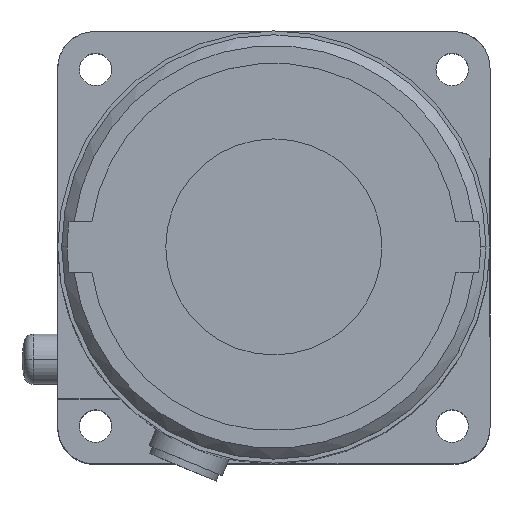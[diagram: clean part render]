
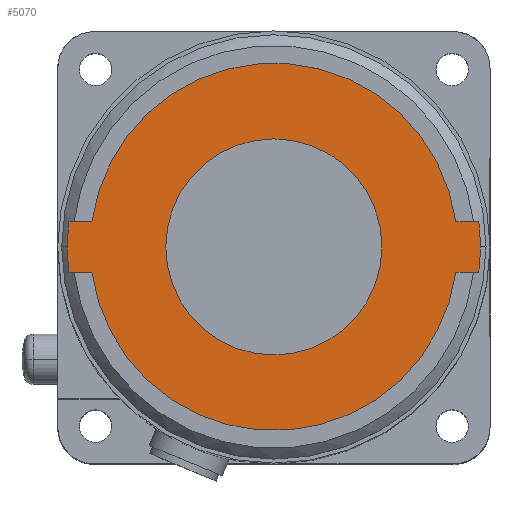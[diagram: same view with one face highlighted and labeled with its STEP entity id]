
A CAD part, top view. The second image highlights one B-rep face of the part: STEP entity #5070.
In plain terms, the highlighted planar face has unit normal (0, 0, 1).
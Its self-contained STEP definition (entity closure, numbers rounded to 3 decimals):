
#13 = EDGE_LOOP ( 'NONE', ( #1852, #1969 ) ) ;
#34 = CARTESIAN_POINT ( 'NONE',  ( 25.259, -3.5, 74.3 ) ) ;
#75 = VERTEX_POINT ( 'NONE', #309 ) ;
#309 = CARTESIAN_POINT ( 'NONE',  ( -25.259, 3.5, 74.3 ) ) ;
#331 = CARTESIAN_POINT ( 'NONE',  ( 28.435, 3.5, 74.3 ) ) ;
#406 = DIRECTION ( 'NONE',  ( 0., 0., -1. ) ) ;
#475 = AXIS2_PLACEMENT_3D ( 'NONE', #4104, #3500, #2904 ) ;
#547 = AXIS2_PLACEMENT_3D ( 'NONE', #2974, #2388, #1803 ) ;
#551 = LINE ( 'NONE', #3954, #4388 ) ;
#553 = CARTESIAN_POINT ( 'NONE',  ( 0., 0., 74.3 ) ) ;
#657 = CARTESIAN_POINT ( 'NONE',  ( -15., 0., 74.3 ) ) ;
#681 = CIRCLE ( 'NONE', #3556, 15. ) ;
#818 = ORIENTED_EDGE ( 'NONE', *, *, #5072, .F. ) ;
#826 = CIRCLE ( 'NONE', #941, 28.65 ) ;
#916 = EDGE_CURVE ( 'NONE', #2634, #2713, #4222, .T. ) ;
#940 = CARTESIAN_POINT ( 'NONE',  ( -28.435, 3.5, 74.3 ) ) ;
#941 = AXIS2_PLACEMENT_3D ( 'NONE', #553, #5838, #5223 ) ;
#1011 = DIRECTION ( 'NONE',  ( -1., 0., 0. ) ) ;
#1058 = ORIENTED_EDGE ( 'NONE', *, *, #4696, .F. ) ;
#1069 = ORIENTED_EDGE ( 'NONE', *, *, #4578, .F. ) ;
#1081 = ORIENTED_EDGE ( 'NONE', *, *, #4268, .T. ) ;
#1108 = VERTEX_POINT ( 'NONE', #3617 ) ;
#1294 = PLANE ( 'NONE',  #475 ) ;
#1598 = DIRECTION ( 'NONE',  ( 0., 0., -1. ) ) ;
#1611 = CARTESIAN_POINT ( 'NONE',  ( 0., 0., 74.3 ) ) ;
#1683 = DIRECTION ( 'NONE',  ( 1., 0., 0. ) ) ;
#1692 = VERTEX_POINT ( 'NONE', #5319 ) ;
#1695 = DIRECTION ( 'NONE',  ( -1., 0., 0. ) ) ;
#1702 = EDGE_CURVE ( 'NONE', #2713, #4569, #4049, .T. ) ;
#1710 = VECTOR ( 'NONE', #3010, 1000. ) ;
#1784 = DIRECTION ( 'NONE',  ( 1., 0., 0. ) ) ;
#1803 = DIRECTION ( 'NONE',  ( 1., 0., 0. ) ) ;
#1852 = ORIENTED_EDGE ( 'NONE', *, *, #3786, .T. ) ;
#1939 = CARTESIAN_POINT ( 'NONE',  ( -25.259, -3.5, 74.3 ) ) ;
#1969 = ORIENTED_EDGE ( 'NONE', *, *, #4078, .T. ) ;
#2169 = CARTESIAN_POINT ( 'NONE',  ( 0., 0., 74.3 ) ) ;
#2251 = EDGE_CURVE ( 'NONE', #75, #4915, #4948, .T. ) ;
#2261 = DIRECTION ( 'NONE',  ( 0., 0., 1. ) ) ;
#2276 = DIRECTION ( 'NONE',  ( 0., 0., -1. ) ) ;
#2322 = VECTOR ( 'NONE', #3127, 1000. ) ;
#2363 = CARTESIAN_POINT ( 'NONE',  ( 0., 0., 74.3 ) ) ;
#2370 = DIRECTION ( 'NONE',  ( 0., 0., 1. ) ) ;
#2388 = DIRECTION ( 'NONE',  ( 0., 0., -1. ) ) ;
#2473 = CIRCLE ( 'NONE', #5151, 28.65 ) ;
#2595 = AXIS2_PLACEMENT_3D ( 'NONE', #2853, #2261, #1683 ) ;
#2617 = EDGE_CURVE ( 'NONE', #5439, #75, #3180, .T. ) ;
#2634 = VERTEX_POINT ( 'NONE', #5889 ) ;
#2713 = VERTEX_POINT ( 'NONE', #1939 ) ;
#2745 = CARTESIAN_POINT ( 'NONE',  ( 28.435, -3.5, 74.3 ) ) ;
#2853 = CARTESIAN_POINT ( 'NONE',  ( 0., 0., 74.3 ) ) ;
#2862 = CARTESIAN_POINT ( 'NONE',  ( 0., 0., 74.3 ) ) ;
#2904 = DIRECTION ( 'NONE',  ( 1., 0., 0. ) ) ;
#2908 = CIRCLE ( 'NONE', #4527, 28.65 ) ;
#2958 = CARTESIAN_POINT ( 'NONE',  ( 0., 0., 74.3 ) ) ;
#2974 = CARTESIAN_POINT ( 'NONE',  ( 0., 0., 74.3 ) ) ;
#3010 = DIRECTION ( 'NONE',  ( 1., 0., 0. ) ) ;
#3037 = CARTESIAN_POINT ( 'NONE',  ( 15., 0., 74.3 ) ) ;
#3127 = DIRECTION ( 'NONE',  ( -1., 0., 0. ) ) ;
#3180 = CIRCLE ( 'NONE', #5254, 25.5 ) ;
#3362 = DIRECTION ( 'NONE',  ( 1., 0., 0. ) ) ;
#3409 = DIRECTION ( 'NONE',  ( 1., 0., 0. ) ) ;
#3441 = ORIENTED_EDGE ( 'NONE', *, *, #916, .T. ) ;
#3475 = EDGE_LOOP ( 'NONE', ( #3662, #1069, #5045, #3441, #4594, #1081, #818, #1058, #4324, #3620 ) ) ;
#3500 = DIRECTION ( 'NONE',  ( 0., 0., 1. ) ) ;
#3556 = AXIS2_PLACEMENT_3D ( 'NONE', #2363, #3999, #3409 ) ;
#3569 = EDGE_CURVE ( 'NONE', #4939, #5439, #4350, .T. ) ;
#3576 = FACE_OUTER_BOUND ( 'NONE', #3475, .T. ) ;
#3615 = CARTESIAN_POINT ( 'NONE',  ( 0., -3.5, 74.3 ) ) ;
#3617 = CARTESIAN_POINT ( 'NONE',  ( -28.65, 0., 74.3 ) ) ;
#3620 = ORIENTED_EDGE ( 'NONE', *, *, #2617, .T. ) ;
#3662 = ORIENTED_EDGE ( 'NONE', *, *, #2251, .T. ) ;
#3674 = VERTEX_POINT ( 'NONE', #2745 ) ;
#3708 = DIRECTION ( 'NONE',  ( -1., 0., 0. ) ) ;
#3734 = CARTESIAN_POINT ( 'NONE',  ( 0., 3.5, 74.3 ) ) ;
#3786 = EDGE_CURVE ( 'NONE', #5038, #4143, #681, .T. ) ;
#3796 = CIRCLE ( 'NONE', #547, 15. ) ;
#3954 = CARTESIAN_POINT ( 'NONE',  ( 0., -3.5, 74.3 ) ) ;
#3999 = DIRECTION ( 'NONE',  ( 0., 0., -1. ) ) ;
#4049 = CIRCLE ( 'NONE', #2595, 25.5 ) ;
#4078 = EDGE_CURVE ( 'NONE', #4143, #5038, #3796, .T. ) ;
#4104 = CARTESIAN_POINT ( 'NONE',  ( 0., 0., 74.3 ) ) ;
#4143 = VERTEX_POINT ( 'NONE', #657 ) ;
#4222 = LINE ( 'NONE', #3615, #1710 ) ;
#4268 = EDGE_CURVE ( 'NONE', #4569, #3674, #551, .T. ) ;
#4285 = CARTESIAN_POINT ( 'NONE',  ( 25.259, 3.5, 74.3 ) ) ;
#4322 = CARTESIAN_POINT ( 'NONE',  ( 0., 3.5, 74.3 ) ) ;
#4324 = ORIENTED_EDGE ( 'NONE', *, *, #3569, .T. ) ;
#4350 = LINE ( 'NONE', #3734, #2322 ) ;
#4388 = VECTOR ( 'NONE', #3362, 1000. ) ;
#4527 = AXIS2_PLACEMENT_3D ( 'NONE', #2862, #2276, #1695 ) ;
#4569 = VERTEX_POINT ( 'NONE', #34 ) ;
#4578 = EDGE_CURVE ( 'NONE', #1108, #4915, #2908, .T. ) ;
#4594 = ORIENTED_EDGE ( 'NONE', *, *, #1702, .T. ) ;
#4696 = EDGE_CURVE ( 'NONE', #4939, #1692, #2473, .T. ) ;
#4783 = VECTOR ( 'NONE', #3708, 1000. ) ;
#4915 = VERTEX_POINT ( 'NONE', #940 ) ;
#4939 = VERTEX_POINT ( 'NONE', #331 ) ;
#4948 = LINE ( 'NONE', #4322, #4783 ) ;
#4984 = FACE_BOUND ( 'NONE', #13, .T. ) ;
#5038 = VERTEX_POINT ( 'NONE', #3037 ) ;
#5045 = ORIENTED_EDGE ( 'NONE', *, *, #5830, .F. ) ;
#5070 = ADVANCED_FACE ( 'NONE', ( #3576, #4984 ), #1294, .T. ) ;
#5072 = EDGE_CURVE ( 'NONE', #1692, #3674, #826, .T. ) ;
#5151 = AXIS2_PLACEMENT_3D ( 'NONE', #1611, #406, #5709 ) ;
#5223 = DIRECTION ( 'NONE',  ( -1., 0., 0. ) ) ;
#5254 = AXIS2_PLACEMENT_3D ( 'NONE', #2958, #2370, #1784 ) ;
#5319 = CARTESIAN_POINT ( 'NONE',  ( 28.65, 0., 74.3 ) ) ;
#5439 = VERTEX_POINT ( 'NONE', #4285 ) ;
#5709 = DIRECTION ( 'NONE',  ( -1., 0., 0. ) ) ;
#5715 = AXIS2_PLACEMENT_3D ( 'NONE', #2169, #1598, #1011 ) ;
#5830 = EDGE_CURVE ( 'NONE', #2634, #1108, #5837, .T. ) ;
#5837 = CIRCLE ( 'NONE', #5715, 28.65 ) ;
#5838 = DIRECTION ( 'NONE',  ( 0., 0., -1. ) ) ;
#5889 = CARTESIAN_POINT ( 'NONE',  ( -28.435, -3.5, 74.3 ) ) ;
